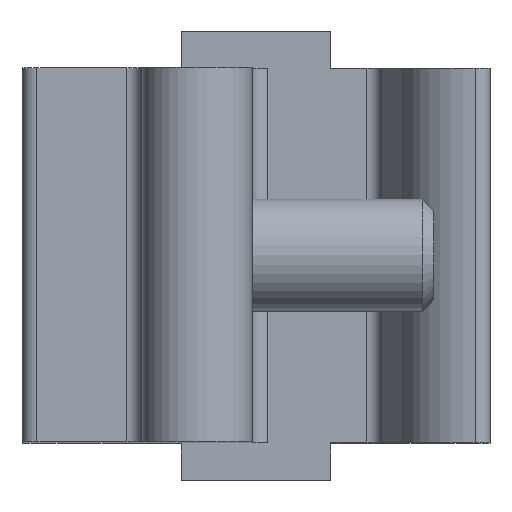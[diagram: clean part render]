
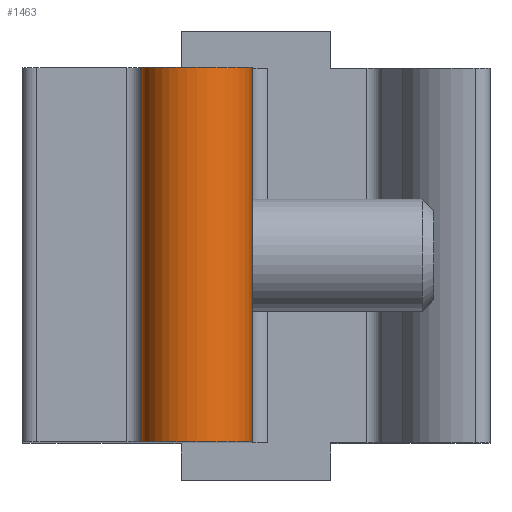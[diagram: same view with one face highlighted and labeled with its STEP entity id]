
A CAD part, top view. The second image highlights one B-rep face of the part: STEP entity #1463.
In plain terms, the highlighted cylindrical face has radius 2.95 mm (diameter 5.9 mm), a partial arc.
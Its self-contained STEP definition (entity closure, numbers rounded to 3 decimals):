
#162=FACE_OUTER_BOUND('',#247,.T.);
#247=EDGE_LOOP('',(#1295,#1296,#1297,#1298));
#398=LINE('',#2515,#543);
#399=LINE('',#2517,#544);
#543=VECTOR('',#2073,1.);
#544=VECTOR('',#2076,1.);
#607=CIRCLE('',#1634,2.95);
#610=CIRCLE('',#1646,2.95);
#729=VERTEX_POINT('',#2425);
#730=VERTEX_POINT('',#2427);
#737=VERTEX_POINT('',#2460);
#738=VERTEX_POINT('',#2462);
#903=EDGE_CURVE('',#730,#729,#607,.T.);
#921=EDGE_CURVE('',#738,#737,#610,.T.);
#948=EDGE_CURVE('',#729,#738,#398,.T.);
#949=EDGE_CURVE('',#730,#737,#399,.T.);
#1295=ORIENTED_EDGE('',*,*,#921,.T.);
#1296=ORIENTED_EDGE('',*,*,#949,.F.);
#1297=ORIENTED_EDGE('',*,*,#903,.T.);
#1298=ORIENTED_EDGE('',*,*,#948,.T.);
#1390=CYLINDRICAL_SURFACE('',#1664,2.95);
#1463=ADVANCED_FACE('',(#162),#1390,.T.);
#1634=AXIS2_PLACEMENT_3D('',#2428,#1979,#1980);
#1646=AXIS2_PLACEMENT_3D('',#2463,#2018,#2019);
#1664=AXIS2_PLACEMENT_3D('',#2516,#2074,#2075);
#1979=DIRECTION('center_axis',(0.,-1.,0.));
#1980=DIRECTION('ref_axis',(0.,0.,1.));
#2018=DIRECTION('center_axis',(0.,1.,0.));
#2019=DIRECTION('ref_axis',(0.,0.,1.));
#2073=DIRECTION('',(0.,-1.,0.));
#2074=DIRECTION('center_axis',(0.,-1.,0.));
#2075=DIRECTION('ref_axis',(1.,0.,0.));
#2076=DIRECTION('',(0.,-1.,0.));
#2425=CARTESIAN_POINT('',(-6.1,0.,42.05));
#2427=CARTESIAN_POINT('',(-0.2,0.,42.05));
#2428=CARTESIAN_POINT('Origin',(-3.15,0.,42.05));
#2460=CARTESIAN_POINT('',(-0.2,-20.,42.05));
#2462=CARTESIAN_POINT('',(-6.1,-20.,42.05));
#2463=CARTESIAN_POINT('Origin',(-3.15,-20.,42.05));
#2515=CARTESIAN_POINT('',(-6.1,0.,42.05));
#2516=CARTESIAN_POINT('Origin',(-3.15,0.,42.05));
#2517=CARTESIAN_POINT('',(-0.2,0.,42.05));
